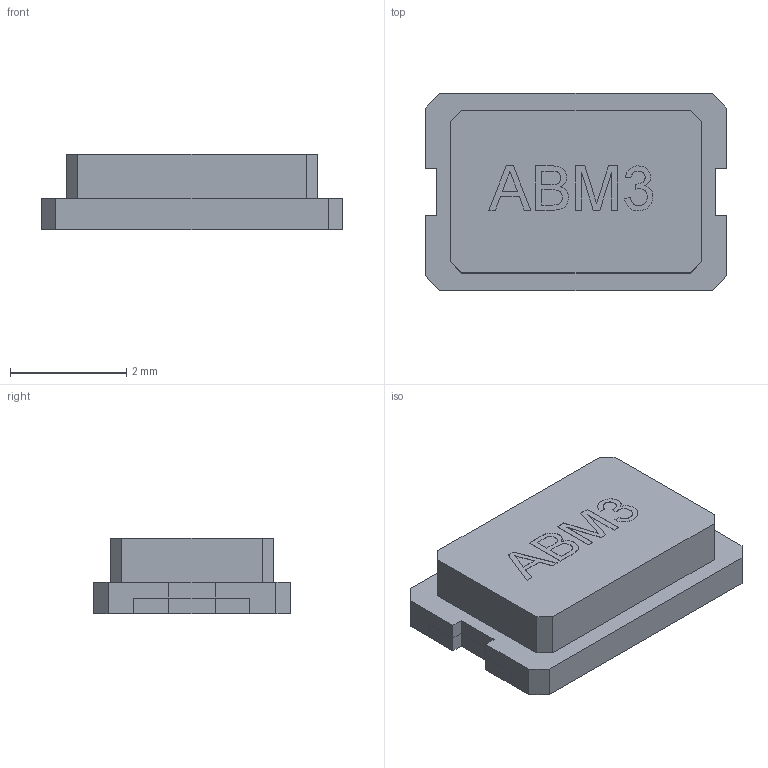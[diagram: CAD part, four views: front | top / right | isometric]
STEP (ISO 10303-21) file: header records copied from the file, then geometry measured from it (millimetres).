
FILE_DESCRIPTION(/* description */ (''),/* implementation_level */ '2;1');
FILE_NAME(/* name */ 'XTAL_ABRACON_ABM3.stp',/* time_stamp */ '2016-03-10T14:05:22+01:00',/* author */ ('riccim'),/* organization */ (''),/* preprocessor_version */ 'ST-DEVELOPER v15.5',/* originating_system */ 'AutoCAD Mechanical',/* authorisation */ ' ');
FILE_SCHEMA (('AUTOMOTIVE_DESIGN { 1 0 10303 214 3 1 1 }'));
Length unit declared in the file: millimetre
Products named in the file (1): Product
Bounding box: 5.2 x 3.4 x 1.3 mm (x, y, z)
Volume: 18.4 mm3; surface area: 69.1 mm2
Topology: 3 solids, 3 shells, 146 faces, 396 edges, 264 vertices
Faces by surface type: plane 118, bspline 28
Entity records: 5881 total; most frequent: CARTESIAN_POINT 2347, ORIENTED_EDGE 792, DIRECTION 578, EDGE_CURVE 396, LINE 340, VECTOR 340, VERTEX_POINT 264, EDGE_LOOP 154
